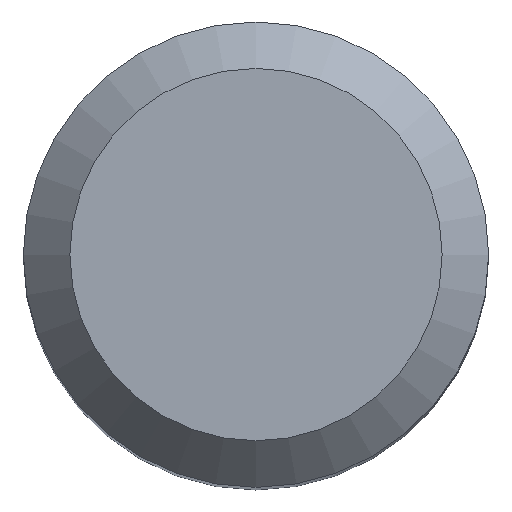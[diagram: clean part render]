
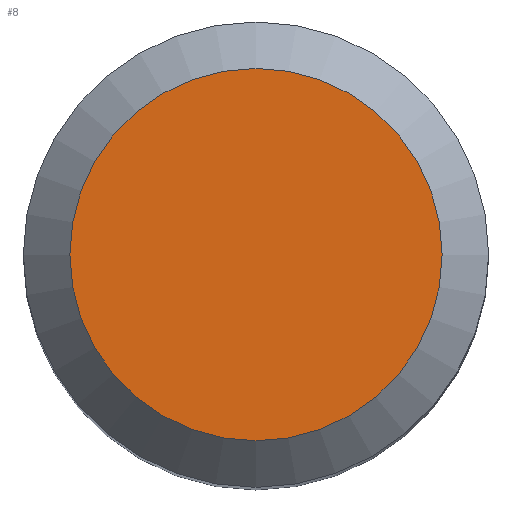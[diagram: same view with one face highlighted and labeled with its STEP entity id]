
A CAD part, top view. The second image highlights one B-rep face of the part: STEP entity #8.
In plain terms, the highlighted planar face has unit normal (0, 0, 1).
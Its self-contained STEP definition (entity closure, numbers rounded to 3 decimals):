
#8 = ADVANCED_FACE ( 'NONE', ( #101 ), #172, .F. ) ;
#14 = EDGE_LOOP ( 'NONE', ( #55 ) ) ;
#21 = CIRCLE ( 'NONE', #167, 4. ) ;
#25 = CARTESIAN_POINT ( 'NONE',  ( 0., 0., 89. ) ) ;
#44 = DIRECTION ( 'NONE',  ( 0., 1., 0. ) ) ;
#50 = DIRECTION ( 'NONE',  ( 0., 1., 0. ) ) ;
#55 = ORIENTED_EDGE ( 'NONE', *, *, #178, .F. ) ;
#77 = DIRECTION ( 'NONE',  ( 0., 0., -1. ) ) ;
#101 = FACE_OUTER_BOUND ( 'NONE', #14, .T. ) ;
#128 = DIRECTION ( 'NONE',  ( 0., 0., -1. ) ) ;
#130 = AXIS2_PLACEMENT_3D ( 'NONE', #258, #77, #50 ) ;
#167 = AXIS2_PLACEMENT_3D ( 'NONE', #25, #128, #44 ) ;
#169 = CARTESIAN_POINT ( 'NONE',  ( 0., 4., 89. ) ) ;
#172 = PLANE ( 'NONE',  #130 ) ;
#178 = EDGE_CURVE ( 'NONE', #234, #234, #21, .T. ) ;
#234 = VERTEX_POINT ( 'NONE', #169 ) ;
#258 = CARTESIAN_POINT ( 'NONE',  ( 0., 0., 89. ) ) ;
